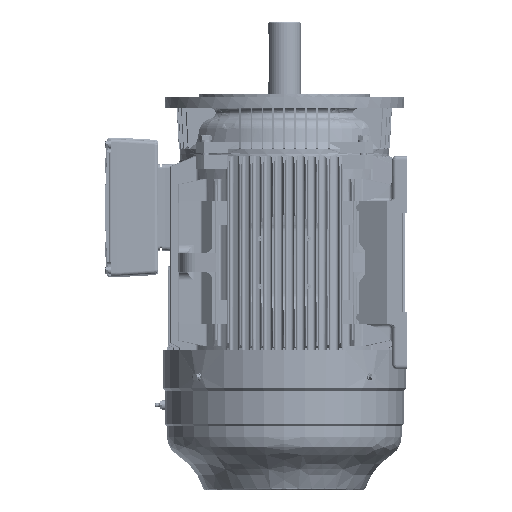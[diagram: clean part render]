
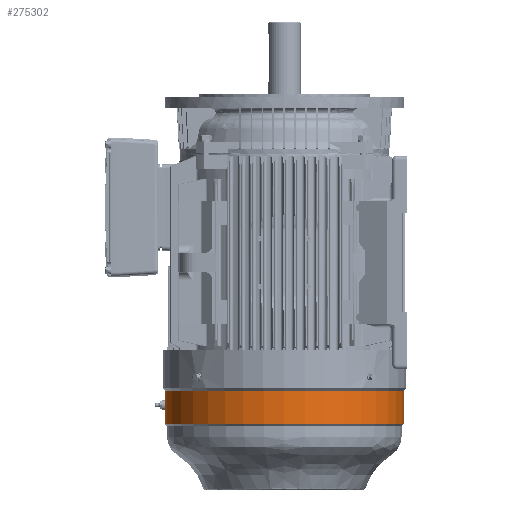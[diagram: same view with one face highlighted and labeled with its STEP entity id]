
A CAD part, left-side view. The second image highlights one B-rep face of the part: STEP entity #275302.
In plain terms, the highlighted cylindrical face has radius 174.5 mm (diameter 349 mm), a partial arc.
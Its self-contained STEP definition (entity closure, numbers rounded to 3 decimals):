
#19842 = CARTESIAN_POINT ( 'NONE',  ( 0., 174.5, -237.5 ) ) ;
#23717 = B_SPLINE_CURVE_WITH_KNOTS ( 'NONE', 3,
 ( #226338, #226341, #226343, #226345, #226346, #226349, #226352, #226355, #226358, #226359, #226362, #226365, #226368, #226371, #226372, #226375, #226378, #226381, #226382, #226385, #226388, #226391, #226392, #226395, #226397 ),
 .UNSPECIFIED., .F., .F.,
 ( 4, 2, 2, 2, 2, 2, 2, 2, 2, 1, 2, 2, 4 ),
 ( 0.016, 0.018, 0.019, 0.02, 0.021, 0.022, 0.023, 0.025, 0.026, 0.027, 0.028, 0.029, 0.031 ),
 .UNSPECIFIED. ) ;
#41014 = EDGE_CURVE ( 'NONE', #135645, #88115, #330462, .T. ) ;
#41018 = EDGE_CURVE ( 'NONE', #137758, #137841, #330474, .T. ) ;
#41023 = EDGE_CURVE ( 'NONE', #135756, #87623, #330580, .T. ) ;
#41050 = EDGE_CURVE ( 'NONE', #87623, #137947, #283085, .T. ) ;
#62188 = CARTESIAN_POINT ( 'NONE',  ( 0., 174.5, -255.121 ) ) ;
#70668 = FACE_OUTER_BOUND ( 'NONE', #76810, .T. ) ;
#70695 = AXIS2_PLACEMENT_3D ( 'NONE', #174954, #174955, #174956 ) ;
#70699 = CYLINDRICAL_SURFACE ( 'NONE', #70695, 174.5 ) ;
#76810 = EDGE_LOOP ( 'NONE', ( #170443, #170446, #170442, #170450, #170447, #170451, #170454 ) ) ;
#87623 = VERTEX_POINT ( 'NONE', #312212 ) ;
#88115 = VERTEX_POINT ( 'NONE', #312414 ) ;
#135645 = VERTEX_POINT ( 'NONE', #171152 ) ;
#135756 = VERTEX_POINT ( 'NONE', #173029 ) ;
#137758 = VERTEX_POINT ( 'NONE', #19842 ) ;
#137841 = VERTEX_POINT ( 'NONE', #62188 ) ;
#137947 = VERTEX_POINT ( 'NONE', #200026 ) ;
#170442 = ORIENTED_EDGE ( 'NONE', *, *, #41023, .T. ) ;
#170443 = ORIENTED_EDGE ( 'NONE', *, *, #41014, .F. ) ;
#170446 = ORIENTED_EDGE ( 'NONE', *, *, #334536, .F. ) ;
#170447 = ORIENTED_EDGE ( 'NONE', *, *, #334500, .T. ) ;
#170450 = ORIENTED_EDGE ( 'NONE', *, *, #41050, .T. ) ;
#170451 = ORIENTED_EDGE ( 'NONE', *, *, #41018, .T. ) ;
#170454 = ORIENTED_EDGE ( 'NONE', *, *, #334497, .T. ) ;
#171152 = CARTESIAN_POINT ( 'NONE',  ( 0., -174.5, -206.121 ) ) ;
#173029 = CARTESIAN_POINT ( 'NONE',  ( 0., 174.5, -206.121 ) ) ;
#174954 = CARTESIAN_POINT ( 'NONE',  ( 0., 0., -136.25 ) ) ;
#174955 = DIRECTION ( 'NONE',  ( 0., 0., -1. ) ) ;
#174956 = DIRECTION ( 'NONE',  ( 0., 1., 0. ) ) ;
#198274 = AXIS2_PLACEMENT_3D ( 'NONE', #226332, #226334, #226337 ) ;
#198307 = AXIS2_PLACEMENT_3D ( 'NONE', #254829, #254830, #254832 ) ;
#200026 = CARTESIAN_POINT ( 'NONE',  ( -10., 174.213, -227.5 ) ) ;
#226332 = CARTESIAN_POINT ( 'NONE',  ( 0., 0., -255.121 ) ) ;
#226334 = DIRECTION ( 'NONE',  ( 0., 0., 1. ) ) ;
#226337 = DIRECTION ( 'NONE',  ( 0., 1., 0. ) ) ;
#226338 = CARTESIAN_POINT ( 'NONE',  ( -10., 174.213, -227.5 ) ) ;
#226341 = CARTESIAN_POINT ( 'NONE',  ( -10., 174.213, -228.16 ) ) ;
#226343 = CARTESIAN_POINT ( 'NONE',  ( -9.935, 174.217, -228.81 ) ) ;
#226345 = CARTESIAN_POINT ( 'NONE',  ( -9.745, 174.228, -229.768 ) ) ;
#226346 = CARTESIAN_POINT ( 'NONE',  ( -9.666, 174.232, -230.085 ) ) ;
#226349 = CARTESIAN_POINT ( 'NONE',  ( -9.476, 174.243, -230.713 ) ) ;
#226352 = CARTESIAN_POINT ( 'NONE',  ( -9.364, 174.249, -231.025 ) ) ;
#226355 = CARTESIAN_POINT ( 'NONE',  ( -8.988, 174.269, -231.932 ) ) ;
#226358 = CARTESIAN_POINT ( 'NONE',  ( -8.681, 174.284, -232.507 ) ) ;
#226359 = CARTESIAN_POINT ( 'NONE',  ( -8.137, 174.31, -233.321 ) ) ;
#226362 = CARTESIAN_POINT ( 'NONE',  ( -7.941, 174.319, -233.586 ) ) ;
#226365 = CARTESIAN_POINT ( 'NONE',  ( -7.524, 174.338, -234.096 ) ) ;
#226368 = CARTESIAN_POINT ( 'NONE',  ( -7.304, 174.347, -234.338 ) ) ;
#226371 = CARTESIAN_POINT ( 'NONE',  ( -6.613, 174.375, -235.03 ) ) ;
#226372 = CARTESIAN_POINT ( 'NONE',  ( -6.11, 174.394, -235.444 ) ) ;
#226375 = CARTESIAN_POINT ( 'NONE',  ( -5.291, 174.42, -235.992 ) ) ;
#226378 = CARTESIAN_POINT ( 'NONE',  ( -5.007, 174.428, -236.162 ) ) ;
#226381 = CARTESIAN_POINT ( 'NONE',  ( -4.431, 174.444, -236.471 ) ) ;
#226382 = CARTESIAN_POINT ( 'NONE',  ( -3.842, 174.458, -236.75 ) ) ;
#226385 = CARTESIAN_POINT ( 'NONE',  ( -3.228, 174.47, -236.97 ) ) ;
#226388 = CARTESIAN_POINT ( 'NONE',  ( -2.603, 174.481, -237.161 ) ) ;
#226391 = CARTESIAN_POINT ( 'NONE',  ( -2.283, 174.485, -237.242 ) ) ;
#226392 = CARTESIAN_POINT ( 'NONE',  ( -1.314, 174.496, -237.435 ) ) ;
#226395 = CARTESIAN_POINT ( 'NONE',  ( -0.66, 174.5, -237.5 ) ) ;
#226397 = CARTESIAN_POINT ( 'NONE',  ( 0., 174.5, -237.5 ) ) ;
#254829 = CARTESIAN_POINT ( 'NONE',  ( 0., 0., -206.121 ) ) ;
#254830 = DIRECTION ( 'NONE',  ( 0., 0., 1. ) ) ;
#254832 = DIRECTION ( 'NONE',  ( 0., 1., 0. ) ) ;
#275302 = ADVANCED_FACE ( 'NONE', ( #70668 ), #70699, .T. ) ;
#279563 = CIRCLE ( 'NONE', #198274, 174.5 ) ;
#279577 = CIRCLE ( 'NONE', #198307, 174.5 ) ;
#283085 = B_SPLINE_CURVE_WITH_KNOTS ( 'NONE', 3,
 ( #330802, #330810, #330812, #330814, #330816, #330818, #330820, #330822, #330824, #330826, #330828, #330830, #330832, #330834, #330836, #330838, #330840, #330842, #330844, #330846, #330848, #330850, #330852, #330854, #330856 ),
 .UNSPECIFIED., .F., .F.,
 ( 4, 2, 2, 2, 2, 2, 2, 2, 2, 1, 2, 2, 4 ),
 ( 0., 0.002, 0.003, 0.004, 0.006, 0.007, 0.008, 0.01, 0.011, 0.012, 0.013, 0.014, 0.016 ),
 .UNSPECIFIED. ) ;
#312212 = CARTESIAN_POINT ( 'NONE',  ( 0., 174.5, -217.5 ) ) ;
#312414 = CARTESIAN_POINT ( 'NONE',  ( 0., -174.5, -255.121 ) ) ;
#314657 = VECTOR ( 'NONE', #330584, 1000. ) ;
#314659 = VECTOR ( 'NONE', #330478, 1000. ) ;
#314660 = VECTOR ( 'NONE', #330466, 1000. ) ;
#330462 = LINE ( 'NONE', #330464, #314660 ) ;
#330464 = CARTESIAN_POINT ( 'NONE',  ( 0., -174.5, -136.25 ) ) ;
#330466 = DIRECTION ( 'NONE',  ( 0., 0., -1. ) ) ;
#330474 = LINE ( 'NONE', #330476, #314659 ) ;
#330476 = CARTESIAN_POINT ( 'NONE',  ( 0., 174.5, -136.25 ) ) ;
#330478 = DIRECTION ( 'NONE',  ( 0., 0., -1. ) ) ;
#330580 = LINE ( 'NONE', #330582, #314657 ) ;
#330582 = CARTESIAN_POINT ( 'NONE',  ( 0., 174.5, -136.25 ) ) ;
#330584 = DIRECTION ( 'NONE',  ( 0., 0., -1. ) ) ;
#330802 = CARTESIAN_POINT ( 'NONE',  ( 0., 174.5, -217.5 ) ) ;
#330810 = CARTESIAN_POINT ( 'NONE',  ( -0.66, 174.5, -217.5 ) ) ;
#330812 = CARTESIAN_POINT ( 'NONE',  ( -1.31, 174.496, -217.565 ) ) ;
#330814 = CARTESIAN_POINT ( 'NONE',  ( -2.268, 174.486, -217.755 ) ) ;
#330816 = CARTESIAN_POINT ( 'NONE',  ( -2.585, 174.481, -217.834 ) ) ;
#330818 = CARTESIAN_POINT ( 'NONE',  ( -3.213, 174.471, -218.024 ) ) ;
#330820 = CARTESIAN_POINT ( 'NONE',  ( -3.525, 174.465, -218.136 ) ) ;
#330822 = CARTESIAN_POINT ( 'NONE',  ( -4.432, 174.445, -218.512 ) ) ;
#330824 = CARTESIAN_POINT ( 'NONE',  ( -5.007, 174.429, -218.819 ) ) ;
#330826 = CARTESIAN_POINT ( 'NONE',  ( -5.821, 174.403, -219.363 ) ) ;
#330828 = CARTESIAN_POINT ( 'NONE',  ( -6.086, 174.394, -219.559 ) ) ;
#330830 = CARTESIAN_POINT ( 'NONE',  ( -6.596, 174.375, -219.976 ) ) ;
#330832 = CARTESIAN_POINT ( 'NONE',  ( -6.838, 174.366, -220.196 ) ) ;
#330834 = CARTESIAN_POINT ( 'NONE',  ( -7.53, 174.338, -220.887 ) ) ;
#330836 = CARTESIAN_POINT ( 'NONE',  ( -7.944, 174.319, -221.39 ) ) ;
#330838 = CARTESIAN_POINT ( 'NONE',  ( -8.492, 174.293, -222.209 ) ) ;
#330840 = CARTESIAN_POINT ( 'NONE',  ( -8.662, 174.285, -222.493 ) ) ;
#330842 = CARTESIAN_POINT ( 'NONE',  ( -8.971, 174.269, -223.069 ) ) ;
#330844 = CARTESIAN_POINT ( 'NONE',  ( -9.25, 174.255, -223.658 ) ) ;
#330846 = CARTESIAN_POINT ( 'NONE',  ( -9.47, 174.243, -224.272 ) ) ;
#330848 = CARTESIAN_POINT ( 'NONE',  ( -9.661, 174.232, -224.897 ) ) ;
#330850 = CARTESIAN_POINT ( 'NONE',  ( -9.742, 174.228, -225.217 ) ) ;
#330852 = CARTESIAN_POINT ( 'NONE',  ( -9.935, 174.217, -226.186 ) ) ;
#330854 = CARTESIAN_POINT ( 'NONE',  ( -10., 174.213, -226.84 ) ) ;
#330856 = CARTESIAN_POINT ( 'NONE',  ( -10., 174.213, -227.5 ) ) ;
#334497 = EDGE_CURVE ( 'NONE', #137841, #88115, #279563, .T. ) ;
#334500 = EDGE_CURVE ( 'NONE', #137947, #137758, #23717, .T. ) ;
#334536 = EDGE_CURVE ( 'NONE', #135756, #135645, #279577, .T. ) ;
